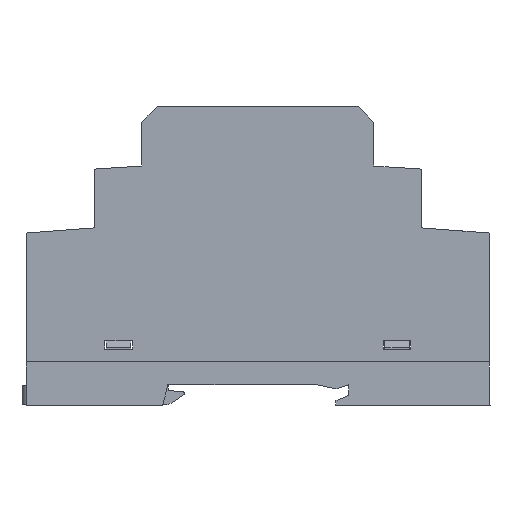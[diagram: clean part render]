
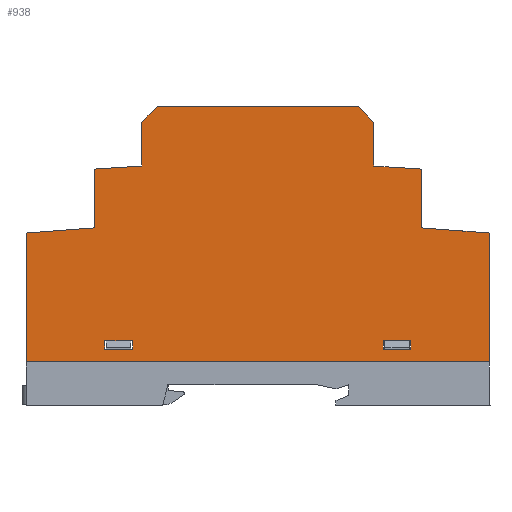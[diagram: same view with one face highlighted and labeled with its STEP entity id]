
A CAD part, front view. The second image highlights one B-rep face of the part: STEP entity #938.
In plain terms, the highlighted face is planar.
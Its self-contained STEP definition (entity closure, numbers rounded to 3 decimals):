
#555=FACE_BOUND('',#2418,.T.);
#556=FACE_BOUND('',#2419,.T.);
#557=FACE_BOUND('',#2420,.T.);
#938=ADVANCED_FACE('',(#555,#556,#557),#1443,.F.);
#1443=PLANE('',#12036);
#2418=EDGE_LOOP('',(#3867,#3868,#3869,#3870));
#2419=EDGE_LOOP('',(#3871,#3872,#3873,#3874,#3875,#3876,#3877,#3878,#3879,
#3880,#3881,#3882,#3883,#3884));
#2420=EDGE_LOOP('',(#3885,#3886,#3887,#3888));
#3867=ORIENTED_EDGE('',*,*,#7653,.F.);
#3868=ORIENTED_EDGE('',*,*,#7651,.F.);
#3869=ORIENTED_EDGE('',*,*,#7647,.F.);
#3870=ORIENTED_EDGE('',*,*,#7643,.F.);
#3871=ORIENTED_EDGE('',*,*,#7885,.F.);
#3872=ORIENTED_EDGE('',*,*,#7823,.F.);
#3873=ORIENTED_EDGE('',*,*,#7886,.F.);
#3874=ORIENTED_EDGE('',*,*,#7830,.F.);
#3875=ORIENTED_EDGE('',*,*,#7887,.F.);
#3876=ORIENTED_EDGE('',*,*,#7837,.F.);
#3877=ORIENTED_EDGE('',*,*,#7841,.F.);
#3878=ORIENTED_EDGE('',*,*,#7844,.F.);
#3879=ORIENTED_EDGE('',*,*,#7888,.F.);
#3880=ORIENTED_EDGE('',*,*,#7847,.F.);
#3881=ORIENTED_EDGE('',*,*,#7889,.F.);
#3882=ORIENTED_EDGE('',*,*,#7854,.F.);
#3883=ORIENTED_EDGE('',*,*,#7890,.F.);
#3884=ORIENTED_EDGE('',*,*,#7881,.F.);
#3885=ORIENTED_EDGE('',*,*,#7664,.F.);
#3886=ORIENTED_EDGE('',*,*,#7891,.F.);
#3887=ORIENTED_EDGE('',*,*,#7660,.F.);
#3888=ORIENTED_EDGE('',*,*,#7656,.F.);
#6454=VERTEX_POINT('',#16356);
#6455=VERTEX_POINT('',#16357);
#6458=VERTEX_POINT('',#16365);
#6460=VERTEX_POINT('',#16372);
#6462=VERTEX_POINT('',#16381);
#6463=VERTEX_POINT('',#16382);
#6466=VERTEX_POINT('',#16390);
#6468=VERTEX_POINT('',#16397);
#6581=VERTEX_POINT('',#16709);
#6582=VERTEX_POINT('',#16710);
#6585=VERTEX_POINT('',#16721);
#6586=VERTEX_POINT('',#16722);
#6589=VERTEX_POINT('',#16733);
#6590=VERTEX_POINT('',#16734);
#6593=VERTEX_POINT('',#16742);
#6595=VERTEX_POINT('',#16748);
#6597=VERTEX_POINT('',#16754);
#6598=VERTEX_POINT('',#16755);
#6601=VERTEX_POINT('',#16766);
#6602=VERTEX_POINT('',#16767);
#6606=VERTEX_POINT('',#16809);
#6607=VERTEX_POINT('',#16810);
#7643=EDGE_CURVE('',#6454,#6455,#9254,.T.);
#7647=EDGE_CURVE('',#6455,#6458,#9258,.T.);
#7651=EDGE_CURVE('',#6458,#6460,#9262,.T.);
#7653=EDGE_CURVE('',#6460,#6454,#9264,.T.);
#7656=EDGE_CURVE('',#6462,#6463,#9267,.T.);
#7660=EDGE_CURVE('',#6463,#6466,#9271,.T.);
#7664=EDGE_CURVE('',#6468,#6462,#9275,.T.);
#7823=EDGE_CURVE('',#6581,#6582,#9434,.T.);
#7830=EDGE_CURVE('',#6585,#6586,#9441,.T.);
#7837=EDGE_CURVE('',#6589,#6590,#9448,.T.);
#7841=EDGE_CURVE('',#6593,#6589,#9452,.T.);
#7844=EDGE_CURVE('',#6595,#6593,#9455,.T.);
#7847=EDGE_CURVE('',#6597,#6598,#9458,.T.);
#7854=EDGE_CURVE('',#6601,#6602,#9465,.T.);
#7881=EDGE_CURVE('',#6606,#6607,#9492,.T.);
#7885=EDGE_CURVE('',#6582,#6606,#9496,.T.);
#7886=EDGE_CURVE('',#6586,#6581,#9497,.T.);
#7887=EDGE_CURVE('',#6590,#6585,#9498,.T.);
#7888=EDGE_CURVE('',#6598,#6595,#9499,.T.);
#7889=EDGE_CURVE('',#6602,#6597,#9500,.T.);
#7890=EDGE_CURVE('',#6607,#6601,#9501,.T.);
#7891=EDGE_CURVE('',#6466,#6468,#9502,.T.);
#9254=LINE('',#16355,#10784);
#9258=LINE('',#16364,#10788);
#9262=LINE('',#16371,#10792);
#9264=LINE('',#16375,#10794);
#9267=LINE('',#16380,#10797);
#9271=LINE('',#16389,#10801);
#9275=LINE('',#16396,#10805);
#9434=LINE('',#16708,#10964);
#9441=LINE('',#16720,#10971);
#9448=LINE('',#16732,#10978);
#9452=LINE('',#16741,#10982);
#9455=LINE('',#16747,#10985);
#9458=LINE('',#16753,#10988);
#9465=LINE('',#16765,#10995);
#9492=LINE('',#16808,#11022);
#9496=LINE('',#16817,#11026);
#9497=LINE('',#16818,#11027);
#9498=LINE('',#16819,#11028);
#9499=LINE('',#16820,#11029);
#9500=LINE('',#16821,#11030);
#9501=LINE('',#16822,#11031);
#9502=LINE('',#16823,#11032);
#10784=VECTOR('',#13334,1.);
#10788=VECTOR('',#13340,1.);
#10792=VECTOR('',#13346,1.);
#10794=VECTOR('',#13350,1.);
#10797=VECTOR('',#13355,1.);
#10801=VECTOR('',#13361,1.);
#10805=VECTOR('',#13367,1.);
#10964=VECTOR('',#13606,1.);
#10971=VECTOR('',#13615,1.);
#10978=VECTOR('',#13624,1.);
#10982=VECTOR('',#13630,1.);
#10985=VECTOR('',#13635,1.);
#10988=VECTOR('',#13640,1.);
#10995=VECTOR('',#13649,1.);
#11022=VECTOR('',#13698,1.);
#11026=VECTOR('',#13704,1.);
#11027=VECTOR('',#13705,1.);
#11028=VECTOR('',#13706,1.);
#11029=VECTOR('',#13707,1.);
#11030=VECTOR('',#13708,1.);
#11031=VECTOR('',#13709,1.);
#11032=VECTOR('',#13710,1.);
#12036=AXIS2_PLACEMENT_3D('',#16824,#13711,#13712);
#13334=DIRECTION('',(1.,0.,0.));
#13340=DIRECTION('',(0.,0.,-1.));
#13346=DIRECTION('',(-1.,0.,0.));
#13350=DIRECTION('',(0.,0.,1.));
#13355=DIRECTION('',(1.,0.,0.));
#13361=DIRECTION('',(0.,0.,-1.));
#13367=DIRECTION('',(0.,0.,1.));
#13606=DIRECTION('',(-0.997,0.,-0.076));
#13615=DIRECTION('',(-0.998,0.,-0.065));
#13624=DIRECTION('',(-0.707,0.,-0.707));
#13630=DIRECTION('',(-1.,0.,0.));
#13635=DIRECTION('',(-0.707,0.,0.707));
#13640=DIRECTION('',(-0.998,0.,0.065));
#13649=DIRECTION('',(-0.997,0.,0.076));
#13698=DIRECTION('',(1.,0.,0.));
#13704=DIRECTION('',(0.,0.,-1.));
#13705=DIRECTION('',(0.,0.,-1.));
#13706=DIRECTION('',(0.,0.,-1.));
#13707=DIRECTION('',(0.,0.,1.));
#13708=DIRECTION('',(0.,0.,1.));
#13709=DIRECTION('',(0.,0.,1.));
#13710=DIRECTION('',(-1.,0.,0.));
#13711=DIRECTION('',(0.,-1.,0.));
#13712=DIRECTION('',(0.,0.,-1.));
#16355=CARTESIAN_POINT('',(0.,8.85,4.1));
#16356=CARTESIAN_POINT('',(-29.7,8.85,4.1));
#16357=CARTESIAN_POINT('',(-24.3,8.85,4.1));
#16364=CARTESIAN_POINT('',(-24.3,8.85,0.));
#16365=CARTESIAN_POINT('',(-24.3,8.85,2.5));
#16371=CARTESIAN_POINT('',(0.,8.85,2.5));
#16372=CARTESIAN_POINT('',(-29.7,8.85,2.5));
#16375=CARTESIAN_POINT('',(-29.7,8.85,0.));
#16380=CARTESIAN_POINT('',(0.,8.85,4.1));
#16381=CARTESIAN_POINT('',(24.3,8.85,4.1));
#16382=CARTESIAN_POINT('',(29.7,8.85,4.1));
#16389=CARTESIAN_POINT('',(29.7,8.85,0.));
#16390=CARTESIAN_POINT('',(29.7,8.85,2.5));
#16396=CARTESIAN_POINT('',(24.3,8.85,0.));
#16397=CARTESIAN_POINT('',(24.3,8.85,2.5));
#16708=CARTESIAN_POINT('',(-31.75,8.85,26.));
#16709=CARTESIAN_POINT('',(-31.75,8.85,26.));
#16710=CARTESIAN_POINT('',(-44.875,8.85,25.));
#16720=CARTESIAN_POINT('',(-22.5,8.85,38.));
#16721=CARTESIAN_POINT('',(-22.5,8.85,38.));
#16722=CARTESIAN_POINT('',(-31.75,8.85,37.4));
#16732=CARTESIAN_POINT('',(-19.5,8.85,49.5));
#16733=CARTESIAN_POINT('',(-19.5,8.85,49.5));
#16734=CARTESIAN_POINT('',(-22.5,8.85,46.5));
#16741=CARTESIAN_POINT('',(19.5,8.85,49.5));
#16742=CARTESIAN_POINT('',(19.5,8.85,49.5));
#16747=CARTESIAN_POINT('',(22.5,8.85,46.5));
#16748=CARTESIAN_POINT('',(22.5,8.85,46.5));
#16753=CARTESIAN_POINT('',(31.75,8.85,37.4));
#16754=CARTESIAN_POINT('',(31.75,8.85,37.4));
#16755=CARTESIAN_POINT('',(22.5,8.85,38.));
#16765=CARTESIAN_POINT('',(44.875,8.85,25.));
#16766=CARTESIAN_POINT('',(44.875,8.85,25.));
#16767=CARTESIAN_POINT('',(31.75,8.85,26.));
#16808=CARTESIAN_POINT('',(-44.875,8.85,0.));
#16809=CARTESIAN_POINT('',(-44.875,8.85,0.));
#16810=CARTESIAN_POINT('',(44.875,8.85,0.));
#16817=CARTESIAN_POINT('',(-44.875,8.85,25.));
#16818=CARTESIAN_POINT('',(-31.75,8.85,37.4));
#16819=CARTESIAN_POINT('',(-22.5,8.85,46.5));
#16820=CARTESIAN_POINT('',(22.5,8.85,38.));
#16821=CARTESIAN_POINT('',(31.75,8.85,26.));
#16822=CARTESIAN_POINT('',(44.875,8.85,0.));
#16823=CARTESIAN_POINT('',(0.,8.85,2.5));
#16824=CARTESIAN_POINT('',(0.,8.85,0.));
